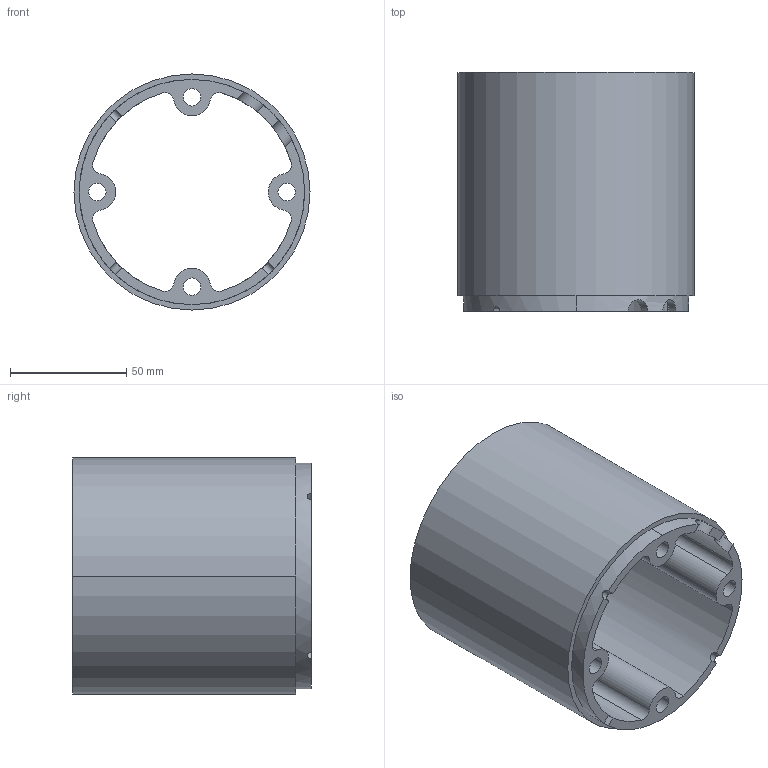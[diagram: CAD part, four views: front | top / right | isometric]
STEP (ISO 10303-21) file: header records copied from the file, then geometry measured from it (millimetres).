
FILE_DESCRIPTION (( 'STEP AP214' ), '1' );
FILE_NAME ('AVBY-HF-3994 Avbay Coupler, Half, Mojave Sphinx.STEP', '2024-08-17T20:28:25', ( '' ), ( '' ), 'SwSTEP 2.0', 'SolidWorks 2022', '' );
FILE_SCHEMA (( 'AUTOMOTIVE_DESIGN' ));
Length unit declared in the file: inch
Products named in the file (1): AVBY-HF-3994 Avbay Coupler, Half, Mojave Sphinx
Bounding box: 101.45 x 102.68 x 101.45 mm (x, y, z)
Volume: 227858.3 mm3; surface area: 78161.4 mm2
Topology: 1 solids, 1 shells, 62 faces, 180 edges, 120 vertices
Faces by surface type: cylinder 51, plane 11
Entity records: 2486 total; most frequent: CARTESIAN_POINT 695, DIRECTION 406, ORIENTED_EDGE 360, EDGE_CURVE 180, AXIS2_PLACEMENT_3D 173, VERTEX_POINT 120, CIRCLE 110, EDGE_LOOP 72
